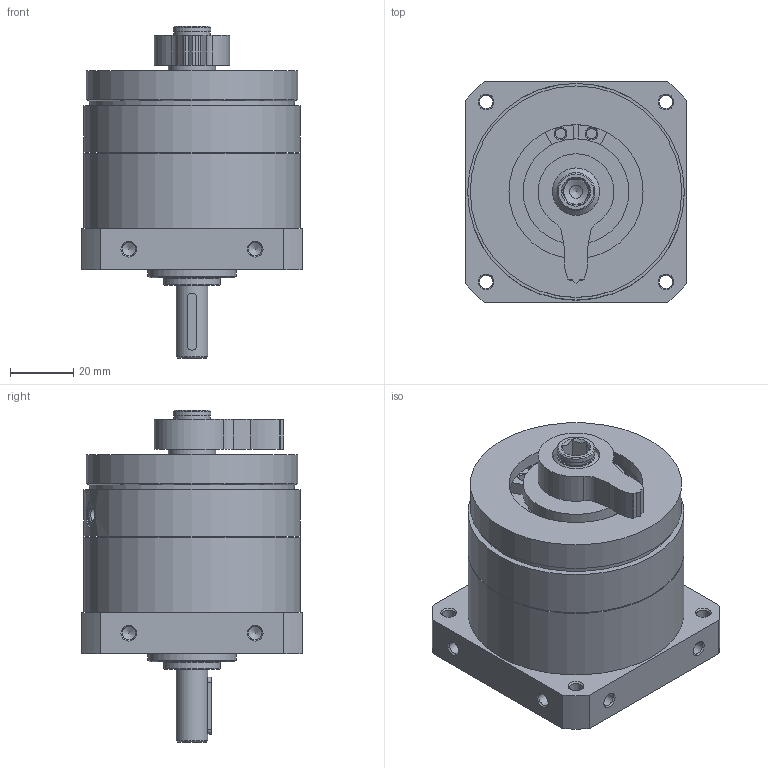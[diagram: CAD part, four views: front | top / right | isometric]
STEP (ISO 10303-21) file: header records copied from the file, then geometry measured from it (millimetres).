
FILE_DESCRIPTION(/* description */ ('STEP AP214'),/* implementation_level */ '2;1');
FILE_NAME(/* name */ '1145123_DSM-T-16-270-A-B',/* time_stamp */ '2024-08-21T19:22:05+02:00',/* author */ ('License CC BY-ND 4.0'),/* organization */ ('CADENAS'),/* preprocessor_version */ 'ST-DEVELOPER v19.3',/* originating_system */ 'PARTsolutions',/* authorisation */ ' ');
FILE_SCHEMA (('AUTOMOTIVE_DESIGN {1 0 10303 214 3 1 1}'));
Length unit declared in the file: millimetre
Products named in the file (4): 1145123 DSM-T-16-270-A-B--(0); 547592 DSM-16-270-A-B_G---(T); 342621 DSM-16_NS; 547592 DSM-16-270-A-B_K---(T)
Assembly tree (4 placements, depth 2):
  1145123 DSM-T-16-270-A-B--(0)
    547592 DSM-16-270-A-B_G---(T)
    342621 DSM-16_NS  x2
    547592 DSM-16-270-A-B_K---(T)
Bounding box: 70 x 70 x 105.2 mm (x, y, z)
Volume: 240563.6 mm3; surface area: 48139.9 mm2
Topology: 4 solids, 4 shells, 179 faces, 406 edges, 258 vertices
Faces by surface type: cylinder 70, plane 67, cone 41, torus 1
Full cylindrical faces by diameter (mm): 2.459 x1, 3.2 x1, 3.242 x2, 4.134 x13, 8.3 x2, 10 x1, 11.5 x1, 12 x2, 15 x3, 18 x2, 28 x1, 29 x1, 33.5 x1, 42.5 x1, 47 x1, 54 x2, 65 x1, 67 x1, 68.65 x2
Entity records: 4281 total; most frequent: DIRECTION 763, CARTESIAN_POINT 740, ORIENTED_EDGE 548, AXIS2_PLACEMENT_3D 328, FACE_BOUND 291, EDGE_LOOP 281, EDGE_CURVE 274, VERTEX_POINT 227
